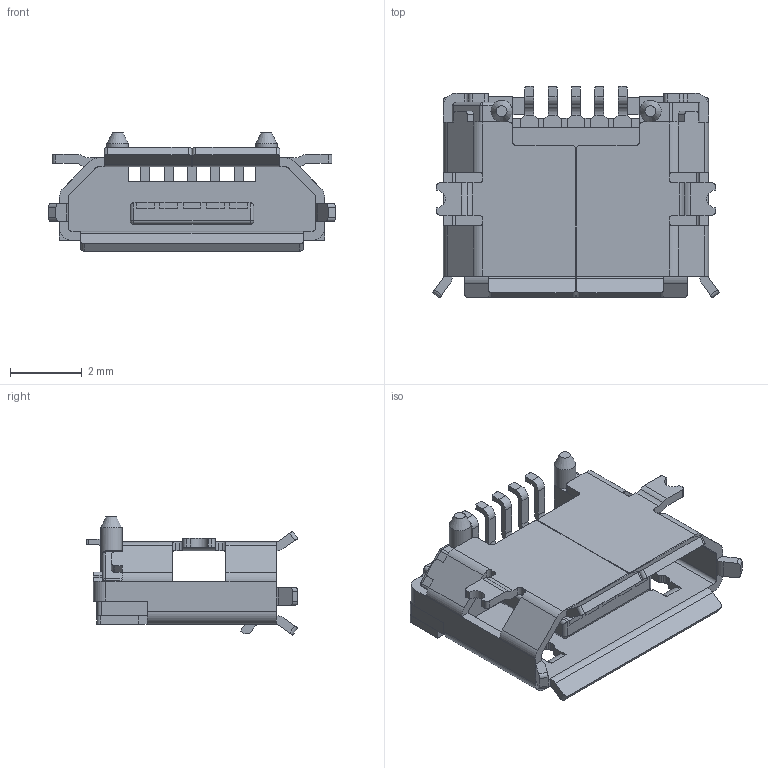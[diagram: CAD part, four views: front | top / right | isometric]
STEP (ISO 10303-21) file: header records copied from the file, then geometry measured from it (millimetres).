
FILE_DESCRIPTION( ( 'Unknown' ), '1' );
FILE_NAME( '629105136821.stp', 'Unknown', ( 'Unknown' ), ( 'Unknown' ), 'PSStep 17.0.49', 'Unknown', ' ' );
FILE_SCHEMA( ( 'AUTOMOTIVE_DESIGN { 1 0 10303 214 1 1 1 1 }' ) );
Length unit declared in the file: millimetre
Products named in the file (4): Assem1; Shielding; Insulator; Pin
Assembly tree (7 placements, depth 2):
  Assem1
    Shielding
    Insulator
    Pin  x5
Bounding box: 8 x 5.9 x 3.3 mm (x, y, z)
Volume: 37.1 mm3; surface area: 291.1 mm2
Topology: 7 solids, 7 shells, 465 faces, 1297 edges, 830 vertices
Faces by surface type: plane 289, cylinder 170, sphere 4, cone 2
Full cylindrical faces by diameter (mm): 0.6 x2
Entity records: 15706 total; most frequent: CARTESIAN_POINT 2306, ORIENTED_EDGE 2176, DIRECTION 2152, EDGE_CURVE 1088, LINE 792, VECTOR 792, VERTEX_POINT 700, AXIS2_PLACEMENT_3D 680
